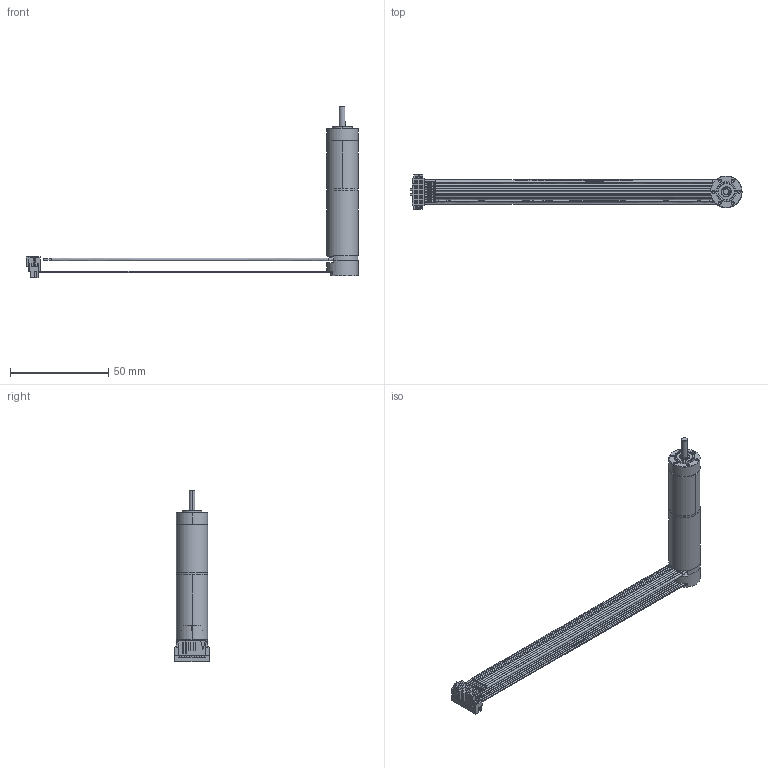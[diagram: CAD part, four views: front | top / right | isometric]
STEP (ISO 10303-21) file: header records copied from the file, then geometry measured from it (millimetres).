
FILE_DESCRIPTION((''),'2;1');
FILE_NAME('4696320000587_SW0001','2023-02-14T16:47:55',('ms27607'),(''),'CREO PARAMETRIC BY PTC INC, 2018100','CREO PARAMETRIC BY PTC INC, 2018100','');
FILE_SCHEMA(('CONFIG_CONTROL_DESIGN'));
Length unit declared in the file: millimetre
Products named in the file (1): 4696320000587_SW0001
Bounding box: 168.88 x 17.3 x 87.48 mm (x, y, z)
Surface area: 15245.7 mm2 (no closed solid volume)
Topology: 0 solids, 30 shells, 513 faces, 1926 edges, 1378 vertices
Faces by surface type: plane 319, cylinder 106, bspline 40, cone 25, extrusion 15, torus 8
Entity records: 23072 total; most frequent: CARTESIAN_POINT 7113, DIRECTION 3198, ORIENTED_EDGE 3032, EDGE_CURVE 1914, VERTEX_POINT 1382, VECTOR 1340, LINE 1325, AXIS2_PLACEMENT_3D 929
